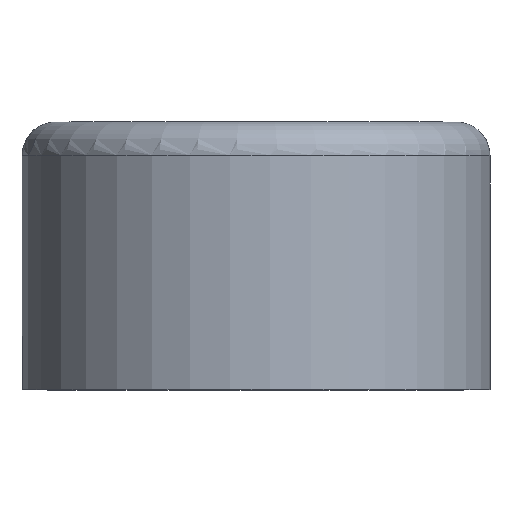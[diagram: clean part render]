
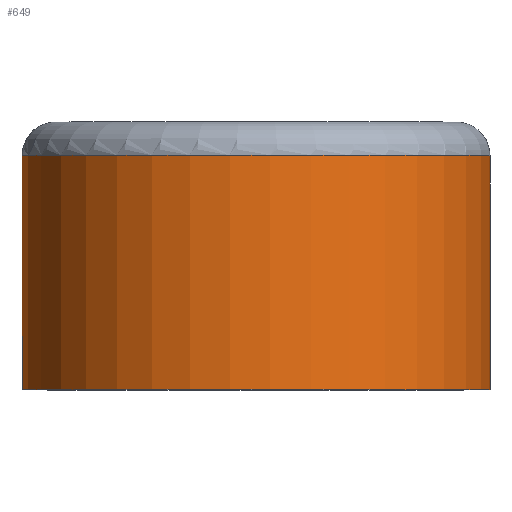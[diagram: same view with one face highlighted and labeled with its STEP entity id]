
A CAD part, top view. The second image highlights one B-rep face of the part: STEP entity #649.
In plain terms, the highlighted cylindrical face has radius 7 mm (diameter 14 mm), a full revolution.
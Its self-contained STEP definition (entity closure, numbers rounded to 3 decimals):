
#52=B_SPLINE_CURVE_WITH_KNOTS('',3,(#1043,#1044,#1045,#1046,#1047,#1048),
 .UNSPECIFIED.,.F.,.F.,(4,2,4),(0.,0.202,0.371),
 .UNSPECIFIED.);
#53=B_SPLINE_CURVE_WITH_KNOTS('',3,(#1057,#1058,#1059,#1060,#1061,#1062),
 .UNSPECIFIED.,.F.,.F.,(4,2,4),(0.785,0.973,1.161),
 .UNSPECIFIED.);
#104=FACE_OUTER_BOUND('',#144,.T.);
#144=EDGE_LOOP('',(#590,#591,#592,#593,#594,#595,#596,#597,#598,#599));
#156=LINE('',#1071,#201);
#157=LINE('',#1083,#202);
#189=LINE('',#1410,#234);
#201=VECTOR('',#765,10.);
#202=VECTOR('',#768,10.);
#234=VECTOR('',#890,7.);
#239=CIRCLE('',#675,7.);
#247=CIRCLE('',#690,7.);
#248=CIRCLE('',#691,7.);
#256=CIRCLE('',#720,7.);
#270=VERTEX_POINT('',#1040);
#271=VERTEX_POINT('',#1042);
#272=VERTEX_POINT('',#1051);
#273=VERTEX_POINT('',#1055);
#277=VERTEX_POINT('',#1069);
#279=VERTEX_POINT('',#1082);
#289=VERTEX_POINT('',#1110);
#316=VERTEX_POINT('',#1403);
#335=EDGE_CURVE('',#270,#271,#52,.F.);
#338=EDGE_CURVE('',#272,#270,#239,.T.);
#340=EDGE_CURVE('',#273,#272,#53,.F.);
#344=EDGE_CURVE('',#277,#273,#156,.T.);
#347=EDGE_CURVE('',#279,#271,#157,.T.);
#361=EDGE_CURVE('',#279,#289,#247,.T.);
#362=EDGE_CURVE('',#289,#277,#248,.T.);
#408=EDGE_CURVE('',#316,#316,#256,.T.);
#411=EDGE_CURVE('',#316,#289,#189,.T.);
#590=ORIENTED_EDGE('',*,*,#408,.F.);
#591=ORIENTED_EDGE('',*,*,#411,.T.);
#592=ORIENTED_EDGE('',*,*,#361,.F.);
#593=ORIENTED_EDGE('',*,*,#347,.T.);
#594=ORIENTED_EDGE('',*,*,#335,.F.);
#595=ORIENTED_EDGE('',*,*,#338,.F.);
#596=ORIENTED_EDGE('',*,*,#340,.F.);
#597=ORIENTED_EDGE('',*,*,#344,.F.);
#598=ORIENTED_EDGE('',*,*,#362,.F.);
#599=ORIENTED_EDGE('',*,*,#411,.F.);
#612=CYLINDRICAL_SURFACE('',#723,7.);
#649=ADVANCED_FACE('',(#104),#612,.T.);
#675=AXIS2_PLACEMENT_3D('',#1053,#755,#756);
#690=AXIS2_PLACEMENT_3D('',#1111,#797,#798);
#691=AXIS2_PLACEMENT_3D('',#1112,#799,#800);
#720=AXIS2_PLACEMENT_3D('',#1404,#881,#882);
#723=AXIS2_PLACEMENT_3D('',#1409,#888,#889);
#755=DIRECTION('center_axis',(0.,1.,0.));
#756=DIRECTION('ref_axis',(1.,0.,0.));
#765=DIRECTION('',(0.,-1.,0.));
#768=DIRECTION('',(0.,-1.,0.));
#797=DIRECTION('center_axis',(0.,1.,0.));
#798=DIRECTION('ref_axis',(0.003,0.,1.));
#799=DIRECTION('center_axis',(0.,1.,0.));
#800=DIRECTION('ref_axis',(0.003,0.,1.));
#881=DIRECTION('center_axis',(0.,-1.,0.));
#882=DIRECTION('ref_axis',(1.,0.,0.));
#888=DIRECTION('center_axis',(0.,-1.,0.));
#889=DIRECTION('ref_axis',(0.998,0.,-0.061));
#890=DIRECTION('',(0.,1.,0.));
#1040=CARTESIAN_POINT('',(-5.733,-3.,17.697));
#1042=CARTESIAN_POINT('',(-6.93,-2.,21.242));
#1043=CARTESIAN_POINT('Ctrl Pts',(-6.93,-2.,21.242));
#1044=CARTESIAN_POINT('Ctrl Pts',(-6.895,-2.239,20.612));
#1045=CARTESIAN_POINT('Ctrl Pts',(-6.747,-2.521,19.868));
#1046=CARTESIAN_POINT('Ctrl Pts',(-6.344,-2.862,18.75));
#1047=CARTESIAN_POINT('Ctrl Pts',(-6.048,-3.,18.162));
#1048=CARTESIAN_POINT('Ctrl Pts',(-5.733,-3.,17.697));
#1051=CARTESIAN_POINT('',(5.83,-3.,17.666));
#1053=CARTESIAN_POINT('Origin',(0.059,-3.,21.628));
#1055=CARTESIAN_POINT('',(7.047,-2.,21.204));
#1057=CARTESIAN_POINT('Ctrl Pts',(5.83,-3.,17.666));
#1058=CARTESIAN_POINT('Ctrl Pts',(6.185,-3.,18.183));
#1059=CARTESIAN_POINT('Ctrl Pts',(6.481,-2.852,18.769));
#1060=CARTESIAN_POINT('Ctrl Pts',(6.895,-2.465,19.986));
#1061=CARTESIAN_POINT('Ctrl Pts',(7.011,-2.222,20.618));
#1062=CARTESIAN_POINT('Ctrl Pts',(7.047,-2.,21.204));
#1069=CARTESIAN_POINT('',(7.047,-1.,21.204));
#1071=CARTESIAN_POINT('',(7.047,0.,21.204));
#1082=CARTESIAN_POINT('',(-6.93,-1.,21.242));
#1083=CARTESIAN_POINT('',(-6.93,0.,21.242));
#1110=CARTESIAN_POINT('',(-6.928,-1.,22.052));
#1111=CARTESIAN_POINT('Origin',(0.059,-1.,21.628));
#1112=CARTESIAN_POINT('Origin',(0.059,-1.,21.628));
#1403=CARTESIAN_POINT('',(-6.928,-8.,22.052));
#1404=CARTESIAN_POINT('Origin',(0.059,-8.,21.628));
#1409=CARTESIAN_POINT('Origin',(0.059,0.,
21.628));
#1410=CARTESIAN_POINT('',(-6.928,0.,22.052));
